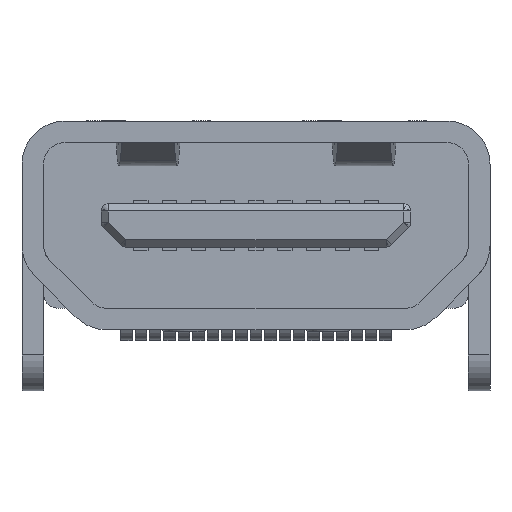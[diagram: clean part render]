
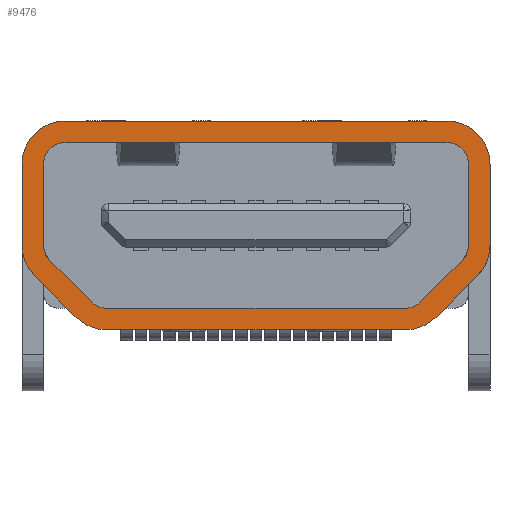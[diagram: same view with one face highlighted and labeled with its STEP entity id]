
A CAD part, front view. The second image highlights one B-rep face of the part: STEP entity #9476.
In plain terms, the highlighted planar face has unit normal (0, -1, 0).
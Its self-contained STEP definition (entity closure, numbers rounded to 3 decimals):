
#318=CIRCLE('',#10093,0.6);
#320=CIRCLE('',#10097,0.6);
#326=CIRCLE('',#10107,0.3);
#328=CIRCLE('',#10111,0.3);
#333=CIRCLE('',#10120,0.6);
#334=CIRCLE('',#10121,0.6);
#335=CIRCLE('',#10122,0.6);
#336=CIRCLE('',#10123,0.6);
#337=CIRCLE('',#10124,0.3);
#338=CIRCLE('',#10125,0.3);
#339=CIRCLE('',#10126,0.3);
#340=CIRCLE('',#10127,0.3);
#443=FACE_BOUND('',#1295,.T.);
#793=FACE_OUTER_BOUND('',#1294,.T.);
#1294=EDGE_LOOP('',(#7593,#7594,#7595,#7596,#7597,#7598,#7599,#7600,#7601,
#7602,#7603,#7604));
#1295=EDGE_LOOP('',(#7605,#7606,#7607,#7608,#7609,#7610,#7611,#7612,#7613,
#7614,#7615,#7616));
#2160=LINE('',#14552,#3214);
#2179=LINE('',#14591,#3233);
#2183=LINE('',#14600,#3237);
#2215=LINE('',#14678,#3269);
#2289=LINE('',#14877,#3343);
#2298=LINE('',#14934,#3352);
#2305=LINE('',#14972,#3359);
#2306=LINE('',#14976,#3360);
#2307=LINE('',#14979,#3361);
#2308=LINE('',#14983,#3362);
#2309=LINE('',#14987,#3363);
#2310=LINE('',#14990,#3364);
#3214=VECTOR('',#11923,1.);
#3233=VECTOR('',#11944,1.);
#3237=VECTOR('',#11950,1.);
#3269=VECTOR('',#11998,1.);
#3343=VECTOR('',#12154,1.);
#3352=VECTOR('',#12191,1.);
#3359=VECTOR('',#12224,1.);
#3360=VECTOR('',#12227,1.);
#3361=VECTOR('',#12230,1.);
#3362=VECTOR('',#12233,1.);
#3363=VECTOR('',#12236,1.);
#3364=VECTOR('',#12239,1.);
#4098=VERTEX_POINT('',#14549);
#4099=VERTEX_POINT('',#14551);
#4117=VERTEX_POINT('',#14588);
#4118=VERTEX_POINT('',#14590);
#4121=VERTEX_POINT('',#14597);
#4122=VERTEX_POINT('',#14599);
#4159=VERTEX_POINT('',#14675);
#4160=VERTEX_POINT('',#14677);
#4239=VERTEX_POINT('',#14864);
#4242=VERTEX_POINT('',#14869);
#4244=VERTEX_POINT('',#14875);
#4253=VERTEX_POINT('',#14922);
#4256=VERTEX_POINT('',#14927);
#4258=VERTEX_POINT('',#14933);
#4267=VERTEX_POINT('',#14968);
#4268=VERTEX_POINT('',#14970);
#4269=VERTEX_POINT('',#14973);
#4270=VERTEX_POINT('',#14975);
#4271=VERTEX_POINT('',#14977);
#4272=VERTEX_POINT('',#14980);
#4273=VERTEX_POINT('',#14982);
#4274=VERTEX_POINT('',#14984);
#4275=VERTEX_POINT('',#14986);
#4276=VERTEX_POINT('',#14989);
#5246=EDGE_CURVE('',#4099,#4098,#2160,.T.);
#5265=EDGE_CURVE('',#4117,#4118,#2179,.T.);
#5269=EDGE_CURVE('',#4122,#4121,#2183,.T.);
#5308=EDGE_CURVE('',#4159,#4160,#2215,.T.);
#5404=EDGE_CURVE('',#4239,#4242,#318,.T.);
#5407=EDGE_CURVE('',#4242,#4244,#2289,.T.);
#5409=EDGE_CURVE('',#4244,#4099,#320,.T.);
#5424=EDGE_CURVE('',#4256,#4253,#326,.T.);
#5426=EDGE_CURVE('',#4253,#4258,#2298,.T.);
#5429=EDGE_CURVE('',#4258,#4117,#328,.T.);
#5441=EDGE_CURVE('',#4267,#4122,#333,.T.);
#5442=EDGE_CURVE('',#4121,#4268,#334,.T.);
#5443=EDGE_CURVE('',#4268,#4239,#2305,.T.);
#5444=EDGE_CURVE('',#4098,#4269,#335,.T.);
#5445=EDGE_CURVE('',#4269,#4270,#2306,.T.);
#5446=EDGE_CURVE('',#4270,#4271,#336,.T.);
#5447=EDGE_CURVE('',#4271,#4267,#2307,.T.);
#5448=EDGE_CURVE('',#4272,#4159,#337,.T.);
#5449=EDGE_CURVE('',#4273,#4272,#2308,.T.);
#5450=EDGE_CURVE('',#4274,#4273,#338,.T.);
#5451=EDGE_CURVE('',#4275,#4274,#2309,.T.);
#5452=EDGE_CURVE('',#4118,#4275,#339,.T.);
#5453=EDGE_CURVE('',#4276,#4256,#2310,.T.);
#5454=EDGE_CURVE('',#4160,#4276,#340,.T.);
#7593=ORIENTED_EDGE('',*,*,#5441,.T.);
#7594=ORIENTED_EDGE('',*,*,#5269,.T.);
#7595=ORIENTED_EDGE('',*,*,#5442,.T.);
#7596=ORIENTED_EDGE('',*,*,#5443,.T.);
#7597=ORIENTED_EDGE('',*,*,#5404,.T.);
#7598=ORIENTED_EDGE('',*,*,#5407,.T.);
#7599=ORIENTED_EDGE('',*,*,#5409,.T.);
#7600=ORIENTED_EDGE('',*,*,#5246,.T.);
#7601=ORIENTED_EDGE('',*,*,#5444,.T.);
#7602=ORIENTED_EDGE('',*,*,#5445,.T.);
#7603=ORIENTED_EDGE('',*,*,#5446,.T.);
#7604=ORIENTED_EDGE('',*,*,#5447,.T.);
#7605=ORIENTED_EDGE('',*,*,#5448,.F.);
#7606=ORIENTED_EDGE('',*,*,#5449,.F.);
#7607=ORIENTED_EDGE('',*,*,#5450,.F.);
#7608=ORIENTED_EDGE('',*,*,#5451,.F.);
#7609=ORIENTED_EDGE('',*,*,#5452,.F.);
#7610=ORIENTED_EDGE('',*,*,#5265,.F.);
#7611=ORIENTED_EDGE('',*,*,#5429,.F.);
#7612=ORIENTED_EDGE('',*,*,#5426,.F.);
#7613=ORIENTED_EDGE('',*,*,#5424,.F.);
#7614=ORIENTED_EDGE('',*,*,#5453,.F.);
#7615=ORIENTED_EDGE('',*,*,#5454,.F.);
#7616=ORIENTED_EDGE('',*,*,#5308,.F.);
#8595=PLANE('',#10119);
#9476=ADVANCED_FACE('',(#793,#443),#8595,.F.);
#10093=AXIS2_PLACEMENT_3D('',#14871,#12148,#12149);
#10097=AXIS2_PLACEMENT_3D('',#14880,#12159,#12160);
#10107=AXIS2_PLACEMENT_3D('',#14929,#12186,#12187);
#10111=AXIS2_PLACEMENT_3D('',#14938,#12197,#12198);
#10119=AXIS2_PLACEMENT_3D('',#14967,#12218,#12219);
#10120=AXIS2_PLACEMENT_3D('',#14969,#12220,#12221);
#10121=AXIS2_PLACEMENT_3D('',#14971,#12222,#12223);
#10122=AXIS2_PLACEMENT_3D('',#14974,#12225,#12226);
#10123=AXIS2_PLACEMENT_3D('',#14978,#12228,#12229);
#10124=AXIS2_PLACEMENT_3D('',#14981,#12231,#12232);
#10125=AXIS2_PLACEMENT_3D('',#14985,#12234,#12235);
#10126=AXIS2_PLACEMENT_3D('',#14988,#12237,#12238);
#10127=AXIS2_PLACEMENT_3D('',#14991,#12240,#12241);
#11923=DIRECTION('',(1.,0.,0.));
#11944=DIRECTION('',(1.,0.,0.));
#11950=DIRECTION('',(-1.,0.,0.));
#11998=DIRECTION('',(-1.,0.,0.));
#12148=DIRECTION('center_axis',(0.,-1.,0.));
#12149=DIRECTION('ref_axis',(-1.,0.,0.));
#12154=DIRECTION('',(0.707,0.,-0.707));
#12159=DIRECTION('center_axis',(0.,-1.,0.));
#12160=DIRECTION('ref_axis',(-1.,0.,0.));
#12186=DIRECTION('center_axis',(0.,-1.,0.));
#12187=DIRECTION('ref_axis',(-1.,0.,0.));
#12191=DIRECTION('',(0.707,0.,-0.707));
#12197=DIRECTION('center_axis',(0.,-1.,0.));
#12198=DIRECTION('ref_axis',(1.,0.,0.));
#12218=DIRECTION('center_axis',(0.,1.,0.));
#12219=DIRECTION('ref_axis',(-1.,0.,0.));
#12220=DIRECTION('center_axis',(0.,-1.,0.));
#12221=DIRECTION('ref_axis',(-1.,0.,0.));
#12222=DIRECTION('center_axis',(0.,-1.,0.));
#12223=DIRECTION('ref_axis',(-1.,0.,0.));
#12224=DIRECTION('',(0.,0.,-1.));
#12225=DIRECTION('center_axis',(0.,-1.,0.));
#12226=DIRECTION('ref_axis',(-1.,0.,0.));
#12227=DIRECTION('',(0.707,0.,0.707));
#12228=DIRECTION('center_axis',(0.,-1.,0.));
#12229=DIRECTION('ref_axis',(-1.,0.,0.));
#12230=DIRECTION('',(0.,0.,1.));
#12231=DIRECTION('center_axis',(0.,-1.,0.));
#12232=DIRECTION('ref_axis',(-1.,0.,0.));
#12233=DIRECTION('',(0.,0.,1.));
#12234=DIRECTION('center_axis',(0.,-1.,0.));
#12235=DIRECTION('ref_axis',(1.,0.,0.));
#12236=DIRECTION('',(0.707,0.,0.707));
#12237=DIRECTION('center_axis',(0.,-1.,0.));
#12238=DIRECTION('ref_axis',(-1.,0.,0.));
#12239=DIRECTION('',(0.,0.,-1.));
#12240=DIRECTION('center_axis',(0.,-1.,0.));
#12241=DIRECTION('ref_axis',(1.,0.,0.));
#14549=CARTESIAN_POINT('',(2.076,-4.74,0.15));
#14551=CARTESIAN_POINT('',(-2.076,-4.74,0.15));
#14552=CARTESIAN_POINT('',(2.65,-4.74,0.15));
#14588=CARTESIAN_POINT('',(-2.076,-4.74,0.45));
#14590=CARTESIAN_POINT('',(2.076,-4.74,0.45));
#14591=CARTESIAN_POINT('',(-2.076,-4.74,0.45));
#14597=CARTESIAN_POINT('',(-2.65,-4.74,3.05));
#14599=CARTESIAN_POINT('',(2.65,-4.74,3.05));
#14600=CARTESIAN_POINT('',(2.65,-4.74,3.05));
#14675=CARTESIAN_POINT('',(2.65,-4.74,2.75));
#14677=CARTESIAN_POINT('',(-2.65,-4.74,2.75));
#14678=CARTESIAN_POINT('',(-2.65,-4.74,2.75));
#14864=CARTESIAN_POINT('',(-3.25,-4.74,1.324));
#14869=CARTESIAN_POINT('',(-3.074,-4.74,0.9));
#14871=CARTESIAN_POINT('Origin',(-2.65,-4.74,1.324));
#14875=CARTESIAN_POINT('',(-2.5,-4.74,0.326));
#14877=CARTESIAN_POINT('',(-0.987,-4.74,-1.187));
#14880=CARTESIAN_POINT('Origin',(-2.076,-4.74,0.75));
#14922=CARTESIAN_POINT('',(-2.862,-4.74,1.112));
#14927=CARTESIAN_POINT('',(-2.95,-4.74,1.324));
#14929=CARTESIAN_POINT('Origin',(-2.65,-4.74,1.324));
#14933=CARTESIAN_POINT('',(-2.288,-4.74,0.538));
#14934=CARTESIAN_POINT('',(-2.862,-4.74,1.112));
#14938=CARTESIAN_POINT('Origin',(-2.076,-4.74,0.75));
#14967=CARTESIAN_POINT('Origin',(2.65,-4.74,2.45));
#14968=CARTESIAN_POINT('',(3.25,-4.74,2.45));
#14969=CARTESIAN_POINT('Origin',(2.65,-4.74,2.45));
#14970=CARTESIAN_POINT('',(-3.25,-4.74,2.45));
#14971=CARTESIAN_POINT('Origin',(-2.65,-4.74,2.45));
#14972=CARTESIAN_POINT('',(-3.25,-4.74,2.45));
#14973=CARTESIAN_POINT('',(2.5,-4.74,0.326));
#14974=CARTESIAN_POINT('Origin',(2.076,-4.74,0.75));
#14975=CARTESIAN_POINT('',(3.074,-4.74,0.9));
#14976=CARTESIAN_POINT('',(3.637,-4.74,1.463));
#14977=CARTESIAN_POINT('',(3.25,-4.74,1.324));
#14978=CARTESIAN_POINT('Origin',(2.65,-4.74,1.324));
#14979=CARTESIAN_POINT('',(3.25,-4.74,2.45));
#14980=CARTESIAN_POINT('',(2.95,-4.74,2.45));
#14981=CARTESIAN_POINT('Origin',(2.65,-4.74,2.45));
#14982=CARTESIAN_POINT('',(2.95,-4.74,1.324));
#14983=CARTESIAN_POINT('',(2.95,-4.74,2.45));
#14984=CARTESIAN_POINT('',(2.862,-4.74,1.112));
#14985=CARTESIAN_POINT('Origin',(2.65,-4.74,1.324));
#14986=CARTESIAN_POINT('',(2.288,-4.74,0.538));
#14987=CARTESIAN_POINT('',(2.862,-4.74,1.112));
#14988=CARTESIAN_POINT('Origin',(2.076,-4.74,0.75));
#14989=CARTESIAN_POINT('',(-2.95,-4.74,2.45));
#14990=CARTESIAN_POINT('',(-2.95,-4.74,2.45));
#14991=CARTESIAN_POINT('Origin',(-2.65,-4.74,2.45));
